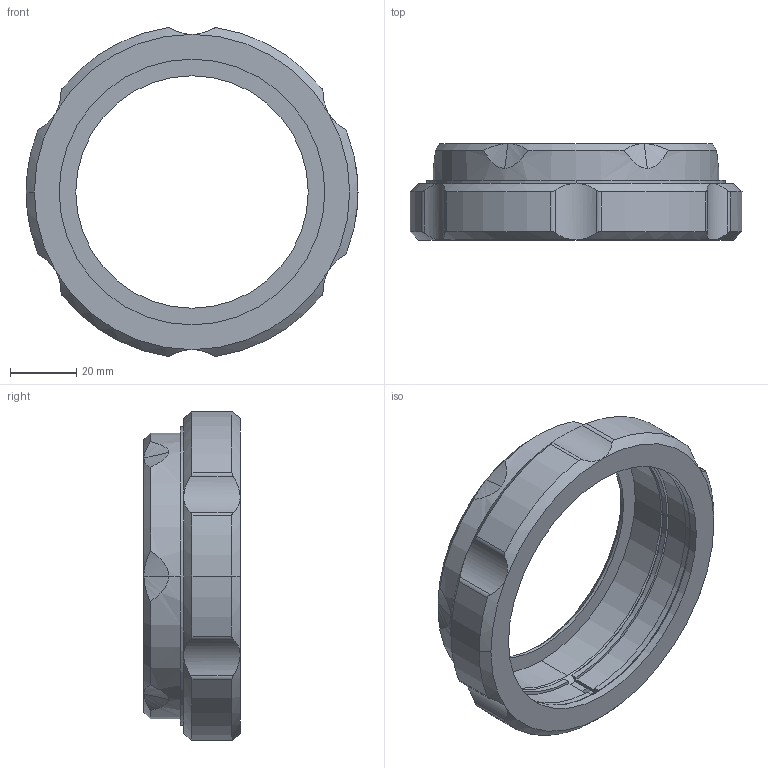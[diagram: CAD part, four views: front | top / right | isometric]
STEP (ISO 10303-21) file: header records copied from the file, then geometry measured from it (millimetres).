
FILE_DESCRIPTION (( 'STEP AP203' ), '1' );
FILE_NAME ('DP22422 -A_CMWF056.step', '2021-11-30T08:51:21', ( '' ), ( '' ), 'SwSTEP 2.0', 'SolidWorks 2021', '' );
FILE_SCHEMA (( 'CONFIG_CONTROL_DESIGN' ));
Length unit declared in the file: millimetre
Products named in the file (1): DP22422 -A_CMWF056
Bounding box: 100 x 29 x 98.89 mm (x, y, z)
Surface area: 32837 mm2 (no closed solid volume)
Topology: 0 solids, 3 shells, 103 faces, 257 edges, 163 vertices
Faces by surface type: cylinder 63, cone 26, plane 14
Entity records: 3747 total; most frequent: CARTESIAN_POINT 1298, ORIENTED_EDGE 502, DIRECTION 480, EDGE_CURVE 257, AXIS2_PLACEMENT_3D 201, VERTEX_POINT 163, EDGE_LOOP 111, ADVANCED_FACE 103
